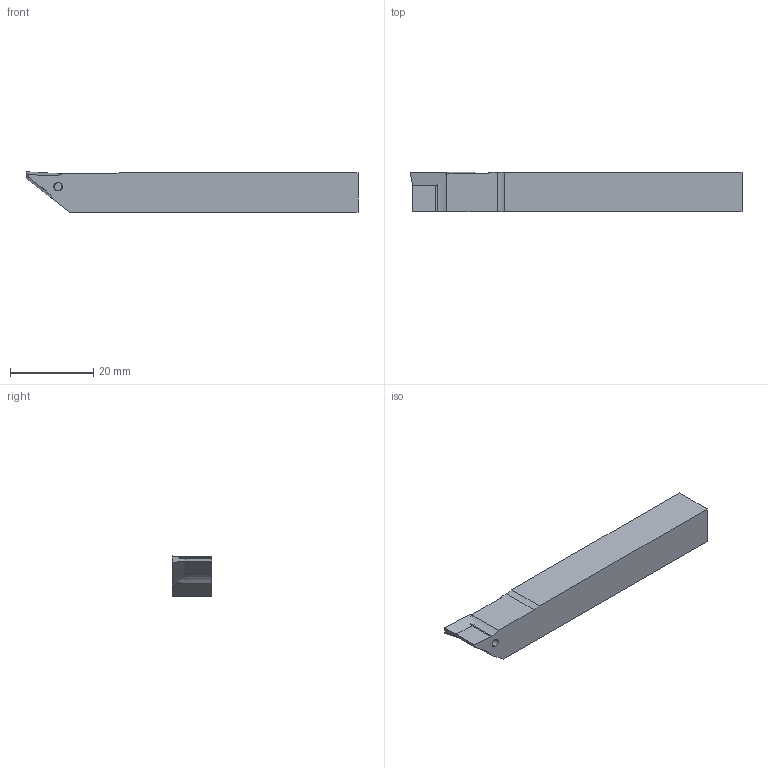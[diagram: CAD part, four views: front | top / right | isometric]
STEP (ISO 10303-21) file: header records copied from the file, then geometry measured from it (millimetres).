
FILE_DESCRIPTION (( 'STEP AP203' ), '1' );
FILE_NAME ('ISO-156-41.STEP', '2017-11-07T13:56:24', ( 'e00158' ), ( 'Microsoft' ), 'SwSTEP 2.0', 'SolidWorks 2017', '' );
FILE_SCHEMA (( 'CONFIG_CONTROL_DESIGN' ));
Length unit declared in the file: millimetre
Products named in the file (4): VPGT 10-R-L_VPGT 10 R; ISO-156-41; ISO-156_3-8-R-F; MSP-7_M2,5X6-TX8 CERATIZIT   Schraube
Assembly tree (3 placements, depth 2):
  ISO-156-41
    ISO-156_3-8-R-F
    MSP-7_M2,5X6-TX8 CERATIZIT   Schraube
    VPGT 10-R-L_VPGT 10 R
Bounding box: 80 x 9.53 x 9.72 mm (x, y, z)
Volume: 6826.1 mm3; surface area: 3403.6 mm2
Topology: 3 solids, 3 shells, 81 faces, 201 edges, 125 vertices
Faces by surface type: plane 35, cylinder 30, cone 12, torus 4
Entity records: 2821 total; most frequent: DIRECTION 461, CARTESIAN_POINT 417, ORIENTED_EDGE 398, EDGE_CURVE 199, AXIS2_PLACEMENT_3D 177, VERTEX_POINT 125, VECTOR 107, LINE 107
